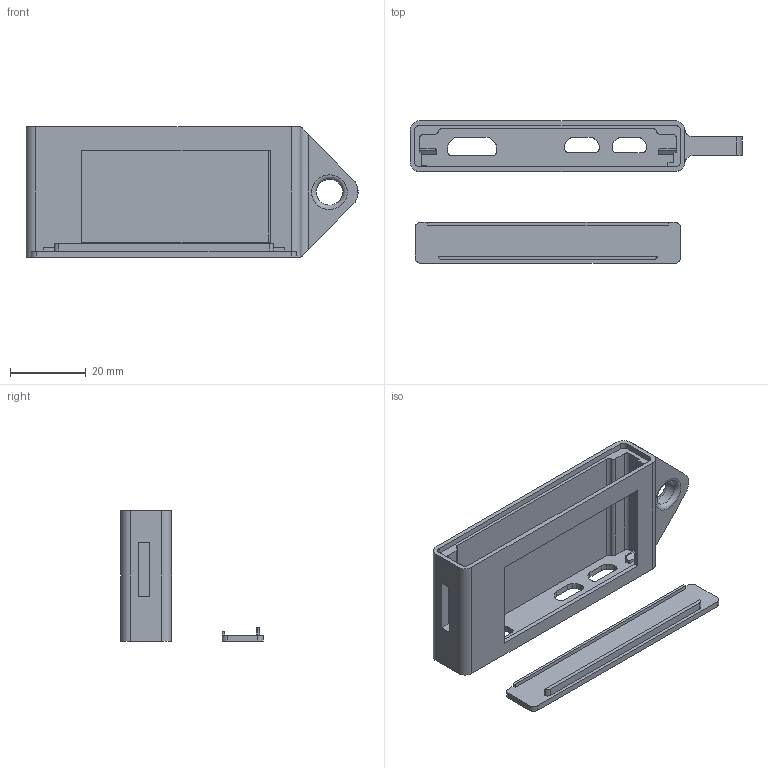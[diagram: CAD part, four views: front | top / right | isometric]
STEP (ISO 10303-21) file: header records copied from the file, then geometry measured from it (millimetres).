
FILE_DESCRIPTION(/* description */ (''),/* implementation_level */ '2;1');
FILE_NAME(/* name */ 'pwnagotchi-waveshare-slim-loop.step',/* time_stamp */ '2019-11-13T15:17:54+07:00',/* author */ (''),/* organization */ (''),/* preprocessor_version */ 'ST-DEVELOPER v18',/* originating_system */ 'Autodesk Translation Framework v8.9.1.1155',/* authorisation */ '');
FILE_SCHEMA (('AUTOMOTIVE_DESIGN { 1 0 10303 214 3 1 1 }'));
Length unit declared in the file: millimetre
Products named in the file (2): Pwnagotchi Mk. 2; Case WS Slim
Assembly tree (1 placements, depth 2):
  Pwnagotchi Mk. 2
    Case WS Slim
Bounding box: 87.54 x 37.46 x 34.34 mm (x, y, z)
Volume: 12016.3 mm3; surface area: 13670.5 mm2
Topology: 3 solids, 3 shells, 133 faces, 382 edges, 256 vertices
Faces by surface type: plane 83, cylinder 46, bspline 4
Entity records: 4624 total; most frequent: CARTESIAN_POINT 960, ORIENTED_EDGE 764, DIRECTION 754, EDGE_CURVE 382, LINE 270, VECTOR 270, VERTEX_POINT 256, AXIS2_PLACEMENT_3D 242
